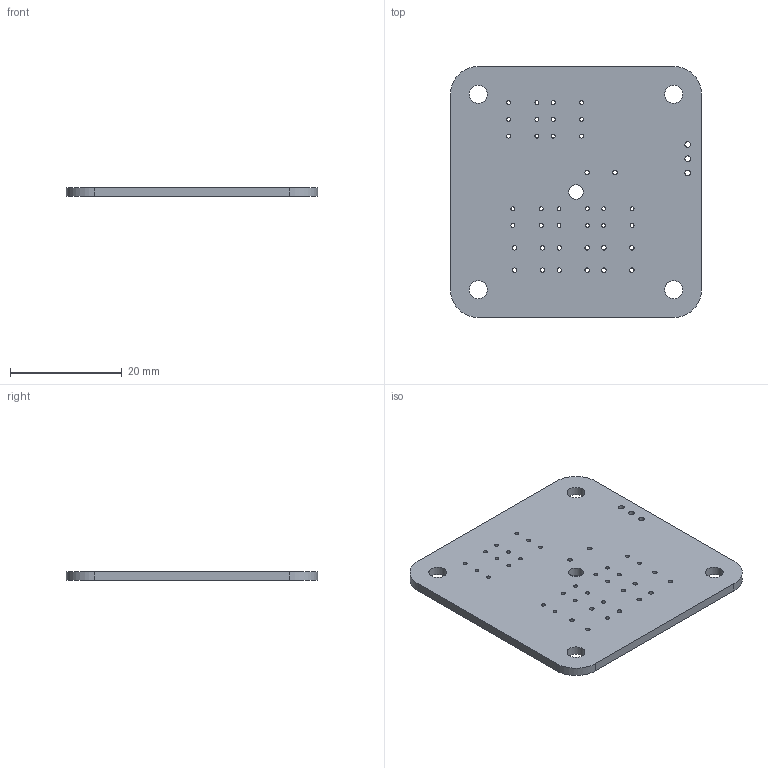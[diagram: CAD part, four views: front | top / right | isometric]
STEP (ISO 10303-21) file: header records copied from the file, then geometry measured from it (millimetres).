
FILE_DESCRIPTION(('KiCad electronic assembly'),'2;1');
FILE_NAME('SynBioDesign-PhotoPCB.step','2023-01-04T21:52:43',('Pcbnew'), ('Kicad'),'Open CASCADE STEP processor 7.6','KiCad to STEP converter', 'Unknown');
FILE_SCHEMA(('AUTOMOTIVE_DESIGN { 1 0 10303 214 1 1 1 1 }'));
Length unit declared in the file: millimetre
Products named in the file (2): SynBioDesign-PhotoPCB 1; SynBioDesign-PhotoPCB PCB
Assembly tree (1 placements, depth 2):
  SynBioDesign-PhotoPCB 1
    SynBioDesign-PhotoPCB PCB
Bounding box: 45 x 45 x 1.6 mm (x, y, z)
Volume: 3115.9 mm3; surface area: 4402.4 mm2
Topology: 1 solids, 1 shells, 56 faces, 162 edges, 108 vertices
Faces by surface type: cylinder 50, plane 6
Full cylindrical faces by diameter (mm): 0.7 x24, 0.8 x14, 1 x3, 2.6 x1, 3.2 x4
Entity records: 4243 total; most frequent: DIRECTION 702, CARTESIAN_POINT 652, ORIENTED_EDGE 324, PCURVE 324, DEFINITIONAL_REPRESENTATION 324, LINE 286, VECTOR 286, CIRCLE 200
